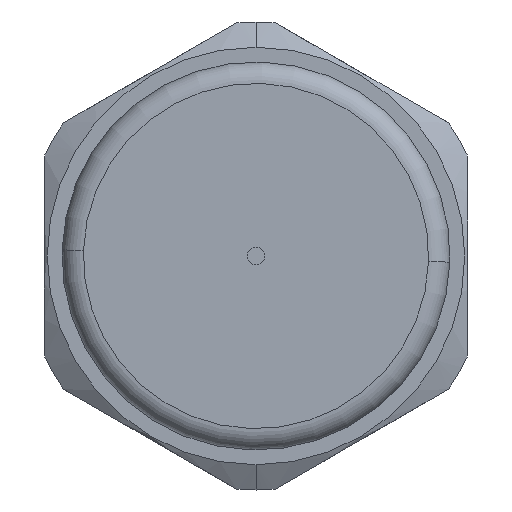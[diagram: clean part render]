
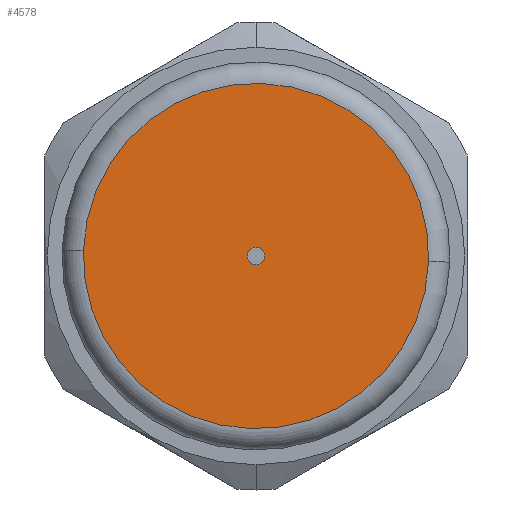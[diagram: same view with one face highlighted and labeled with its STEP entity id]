
A CAD part, left-side view. The second image highlights one B-rep face of the part: STEP entity #4578.
In plain terms, the highlighted planar face has unit normal (-1, 0, 0).
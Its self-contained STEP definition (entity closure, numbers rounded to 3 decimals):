
#61 = ORIENTED_EDGE ( 'NONE', *, *, #6189, .F. ) ;
#180 = DIRECTION ( 'NONE',  ( 1., 0., 0. ) ) ;
#202 = CARTESIAN_POINT ( 'NONE',  ( -23.85, 0., 0. ) ) ;
#316 = CIRCLE ( 'NONE', #5043, 0.6 ) ;
#345 = VERTEX_POINT ( 'NONE', #4456 ) ;
#548 = CARTESIAN_POINT ( 'NONE',  ( -23.85, -11.652, -0.368 ) ) ;
#549 = VERTEX_POINT ( 'NONE', #548 ) ;
#626 = FACE_BOUND ( 'NONE', #5350, .T. ) ;
#670 = VERTEX_POINT ( 'NONE', #3690 ) ;
#1141 = AXIS2_PLACEMENT_3D ( 'NONE', #5660, #5117, #3287 ) ;
#1504 = CARTESIAN_POINT ( 'NONE',  ( -23.85, 0., 0. ) ) ;
#1854 = CARTESIAN_POINT ( 'NONE',  ( -23.85, 11.652, 0.368 ) ) ;
#1933 = EDGE_LOOP ( 'NONE', ( #61, #7106 ) ) ;
#1968 = FACE_OUTER_BOUND ( 'NONE', #1933, .T. ) ;
#1987 = VERTEX_POINT ( 'NONE', #1854 ) ;
#2033 = DIRECTION ( 'NONE',  ( 0., 1., 0.032 ) ) ;
#2666 = DIRECTION ( 'NONE',  ( 0., 1., 0.032 ) ) ;
#2851 = PLANE ( 'NONE',  #5888 ) ;
#3118 = AXIS2_PLACEMENT_3D ( 'NONE', #1504, #5733, #2033 ) ;
#3160 = ORIENTED_EDGE ( 'NONE', *, *, #4051, .T. ) ;
#3257 = CARTESIAN_POINT ( 'NONE',  ( -23.85, 0., 0. ) ) ;
#3287 = DIRECTION ( 'NONE',  ( 0., 1., 0.032 ) ) ;
#3690 = CARTESIAN_POINT ( 'NONE',  ( -23.85, 0.6, 0.019 ) ) ;
#3840 = DIRECTION ( 'NONE',  ( 0., 1., 0.032 ) ) ;
#3860 = ORIENTED_EDGE ( 'NONE', *, *, #6979, .T. ) ;
#3972 = CIRCLE ( 'NONE', #3118, 0.6 ) ;
#4002 = DIRECTION ( 'NONE',  ( 0., -1., -0.032 ) ) ;
#4051 = EDGE_CURVE ( 'NONE', #345, #670, #3972, .T. ) ;
#4071 = EDGE_CURVE ( 'NONE', #549, #1987, #6816, .T. ) ;
#4456 = CARTESIAN_POINT ( 'NONE',  ( -23.85, -0.6, -0.019 ) ) ;
#4578 = ADVANCED_FACE ( 'NONE', ( #626, #1968 ), #2851, .T. ) ;
#5043 = AXIS2_PLACEMENT_3D ( 'NONE', #3257, #5605, #2666 ) ;
#5117 = DIRECTION ( 'NONE',  ( 1., 0., 0. ) ) ;
#5350 = EDGE_LOOP ( 'NONE', ( #3860, #3160 ) ) ;
#5605 = DIRECTION ( 'NONE',  ( 1., 0., 0. ) ) ;
#5660 = CARTESIAN_POINT ( 'NONE',  ( -23.85, 0., 0. ) ) ;
#5727 = CIRCLE ( 'NONE', #1141, 11.658 ) ;
#5733 = DIRECTION ( 'NONE',  ( 1., 0., 0. ) ) ;
#5888 = AXIS2_PLACEMENT_3D ( 'NONE', #6489, #7065, #4002 ) ;
#5981 = AXIS2_PLACEMENT_3D ( 'NONE', #202, #180, #3840 ) ;
#6189 = EDGE_CURVE ( 'NONE', #1987, #549, #5727, .T. ) ;
#6489 = CARTESIAN_POINT ( 'NONE',  ( -23.85, 0.6, 0.019 ) ) ;
#6816 = CIRCLE ( 'NONE', #5981, 11.658 ) ;
#6979 = EDGE_CURVE ( 'NONE', #670, #345, #316, .T. ) ;
#7065 = DIRECTION ( 'NONE',  ( -1., 0., 0. ) ) ;
#7106 = ORIENTED_EDGE ( 'NONE', *, *, #4071, .F. ) ;
